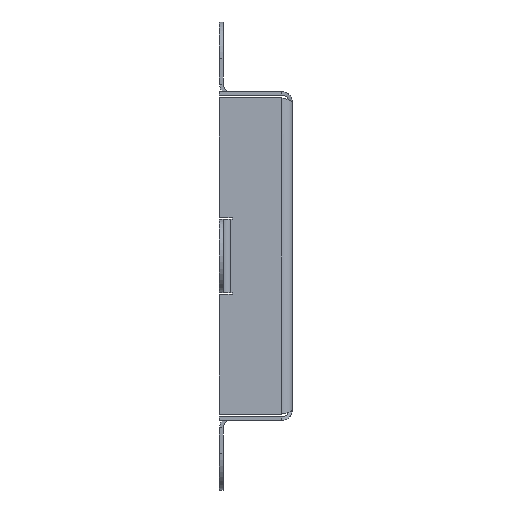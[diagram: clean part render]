
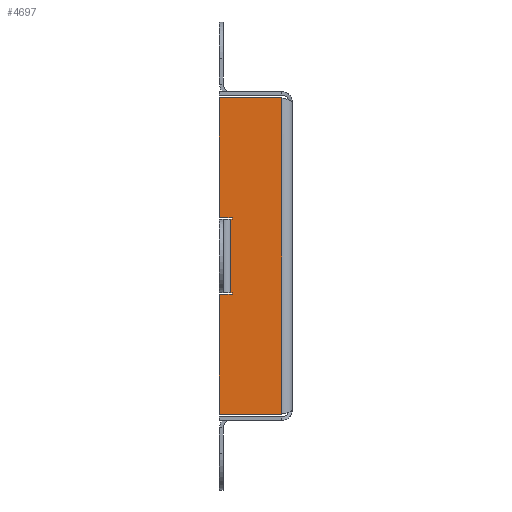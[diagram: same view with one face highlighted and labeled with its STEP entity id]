
A CAD part, left-side view. The second image highlights one B-rep face of the part: STEP entity #4697.
In plain terms, the highlighted planar face has unit normal (-1, 0, 0).
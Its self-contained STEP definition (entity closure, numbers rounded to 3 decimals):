
#151 = DIRECTION ( 'NONE',  ( 0., 0., -1. ) ) ;
#234 = VECTOR ( 'NONE', #2640, 1000. ) ;
#239 = VECTOR ( 'NONE', #5175, 1000. ) ;
#332 = CARTESIAN_POINT ( 'NONE',  ( -45., 15.5, 10. ) ) ;
#353 = EDGE_CURVE ( 'NONE', #9491, #3132, #7179, .T. ) ;
#461 = CARTESIAN_POINT ( 'NONE',  ( -45., 2., 43.293 ) ) ;
#617 = DIRECTION ( 'NONE',  ( 0., 0., 1. ) ) ;
#772 = DIRECTION ( 'NONE',  ( 0., 1., 0. ) ) ;
#795 = CARTESIAN_POINT ( 'NONE',  ( -45., 16., -10. ) ) ;
#972 = VERTEX_POINT ( 'NONE', #3189 ) ;
#1093 = ORIENTED_EDGE ( 'NONE', *, *, #6828, .F. ) ;
#1232 = CARTESIAN_POINT ( 'NONE',  ( -45., 19., -10.5 ) ) ;
#1329 = LINE ( 'NONE', #1932, #239 ) ;
#1379 = DIRECTION ( 'NONE',  ( 0., 0., -1. ) ) ;
#1474 = LINE ( 'NONE', #6713, #1660 ) ;
#1482 = CARTESIAN_POINT ( 'NONE',  ( -45., 15.5, -10.5 ) ) ;
#1658 = CARTESIAN_POINT ( 'NONE',  ( -45., 16., 10. ) ) ;
#1660 = VECTOR ( 'NONE', #1379, 1000. ) ;
#1932 = CARTESIAN_POINT ( 'NONE',  ( -45., 15.5, 10.5 ) ) ;
#1994 = EDGE_CURVE ( 'NONE', #7467, #2458, #4088, .T. ) ;
#2027 = EDGE_LOOP ( 'NONE', ( #1093, #3708, #3592, #5405, #9035, #2372, #4006, #4927, #7418, #7154, #2853, #2040 ) ) ;
#2031 = DIRECTION ( 'NONE',  ( 0., 1., 0. ) ) ;
#2040 = ORIENTED_EDGE ( 'NONE', *, *, #4769, .F. ) ;
#2120 = EDGE_CURVE ( 'NONE', #4838, #3075, #2690, .T. ) ;
#2372 = ORIENTED_EDGE ( 'NONE', *, *, #7841, .T. ) ;
#2458 = VERTEX_POINT ( 'NONE', #6353 ) ;
#2640 = DIRECTION ( 'NONE',  ( 0., 1., 0. ) ) ;
#2690 = LINE ( 'NONE', #5730, #4410 ) ;
#2848 = CARTESIAN_POINT ( 'NONE',  ( -45., 19., -43.293 ) ) ;
#2853 = ORIENTED_EDGE ( 'NONE', *, *, #7798, .F. ) ;
#3052 = EDGE_CURVE ( 'NONE', #7467, #4138, #3791, .T. ) ;
#3075 = VERTEX_POINT ( 'NONE', #2848 ) ;
#3132 = VERTEX_POINT ( 'NONE', #332 ) ;
#3189 = CARTESIAN_POINT ( 'NONE',  ( -45., 16., -10. ) ) ;
#3318 = DIRECTION ( 'NONE',  ( 0., 0., 1. ) ) ;
#3348 = CARTESIAN_POINT ( 'NONE',  ( -45., 16., 10. ) ) ;
#3387 = CARTESIAN_POINT ( 'NONE',  ( -45., 0., -43.293 ) ) ;
#3592 = ORIENTED_EDGE ( 'NONE', *, *, #5538, .F. ) ;
#3599 = DIRECTION ( 'NONE',  ( 0., 1., 0. ) ) ;
#3615 = VECTOR ( 'NONE', #151, 1000. ) ;
#3708 = ORIENTED_EDGE ( 'NONE', *, *, #2120, .T. ) ;
#3791 = LINE ( 'NONE', #8180, #4355 ) ;
#4006 = ORIENTED_EDGE ( 'NONE', *, *, #7713, .F. ) ;
#4088 = LINE ( 'NONE', #8520, #3615 ) ;
#4138 = VERTEX_POINT ( 'NONE', #7888 ) ;
#4177 = DIRECTION ( 'NONE',  ( 0., -1., 0. ) ) ;
#4286 = CARTESIAN_POINT ( 'NONE',  ( -45., 15.5, -10. ) ) ;
#4355 = VECTOR ( 'NONE', #3599, 1000. ) ;
#4390 = VERTEX_POINT ( 'NONE', #9213 ) ;
#4410 = VECTOR ( 'NONE', #7322, 1000. ) ;
#4505 = LINE ( 'NONE', #6697, #9671 ) ;
#4697 = ADVANCED_FACE ( 'NONE', ( #7052 ), #5414, .F. ) ;
#4769 = EDGE_CURVE ( 'NONE', #7499, #4390, #5708, .T. ) ;
#4838 = VERTEX_POINT ( 'NONE', #6306 ) ;
#4913 = CARTESIAN_POINT ( 'NONE',  ( -45., 15.5, -10.5 ) ) ;
#4927 = ORIENTED_EDGE ( 'NONE', *, *, #7183, .F. ) ;
#5175 = DIRECTION ( 'NONE',  ( 0., 1., 0. ) ) ;
#5405 = ORIENTED_EDGE ( 'NONE', *, *, #1994, .F. ) ;
#5414 = PLANE ( 'NONE',  #8896 ) ;
#5431 = EDGE_CURVE ( 'NONE', #972, #9491, #9171, .T. ) ;
#5538 = EDGE_CURVE ( 'NONE', #2458, #3075, #6377, .T. ) ;
#5696 = VECTOR ( 'NONE', #9328, 1000. ) ;
#5708 = LINE ( 'NONE', #4913, #5945 ) ;
#5730 = CARTESIAN_POINT ( 'NONE',  ( -45., 19., 0. ) ) ;
#5945 = VECTOR ( 'NONE', #3318, 1000. ) ;
#6281 = VECTOR ( 'NONE', #2031, 1000. ) ;
#6306 = CARTESIAN_POINT ( 'NONE',  ( -45., 19., -10.5 ) ) ;
#6353 = CARTESIAN_POINT ( 'NONE',  ( -45., 2., -43.293 ) ) ;
#6377 = LINE ( 'NONE', #3387, #234 ) ;
#6697 = CARTESIAN_POINT ( 'NONE',  ( -45., 15.5, 10. ) ) ;
#6713 = CARTESIAN_POINT ( 'NONE',  ( -45., 19., 0. ) ) ;
#6828 = EDGE_CURVE ( 'NONE', #4838, #7499, #8763, .T. ) ;
#7052 = FACE_OUTER_BOUND ( 'NONE', #2027, .T. ) ;
#7074 = VECTOR ( 'NONE', #8324, 1000. ) ;
#7154 = ORIENTED_EDGE ( 'NONE', *, *, #5431, .F. ) ;
#7179 = LINE ( 'NONE', #3348, #5696 ) ;
#7183 = EDGE_CURVE ( 'NONE', #3132, #8318, #4505, .T. ) ;
#7322 = DIRECTION ( 'NONE',  ( 0., 0., -1. ) ) ;
#7418 = ORIENTED_EDGE ( 'NONE', *, *, #353, .F. ) ;
#7467 = VERTEX_POINT ( 'NONE', #461 ) ;
#7499 = VERTEX_POINT ( 'NONE', #1482 ) ;
#7598 = DIRECTION ( 'NONE',  ( 1., 0., 0. ) ) ;
#7713 = EDGE_CURVE ( 'NONE', #8318, #9507, #1329, .T. ) ;
#7798 = EDGE_CURVE ( 'NONE', #4390, #972, #8866, .T. ) ;
#7841 = EDGE_CURVE ( 'NONE', #4138, #9507, #1474, .T. ) ;
#7844 = CARTESIAN_POINT ( 'NONE',  ( -45., 15.5, 10.5 ) ) ;
#7846 = CARTESIAN_POINT ( 'NONE',  ( -45., 19., 10.5 ) ) ;
#7888 = CARTESIAN_POINT ( 'NONE',  ( -45., 19., 43.293 ) ) ;
#8085 = VECTOR ( 'NONE', #4177, 1000. ) ;
#8180 = CARTESIAN_POINT ( 'NONE',  ( -45., 0., 43.293 ) ) ;
#8318 = VERTEX_POINT ( 'NONE', #7844 ) ;
#8324 = DIRECTION ( 'NONE',  ( 0., 0., 1. ) ) ;
#8520 = CARTESIAN_POINT ( 'NONE',  ( -45., 2., -45. ) ) ;
#8552 = CARTESIAN_POINT ( 'NONE',  ( -45., 0., 0. ) ) ;
#8763 = LINE ( 'NONE', #1232, #8085 ) ;
#8866 = LINE ( 'NONE', #4286, #6281 ) ;
#8896 = AXIS2_PLACEMENT_3D ( 'NONE', #8552, #7598, #772 ) ;
#9035 = ORIENTED_EDGE ( 'NONE', *, *, #3052, .T. ) ;
#9171 = LINE ( 'NONE', #795, #7074 ) ;
#9213 = CARTESIAN_POINT ( 'NONE',  ( -45., 15.5, -10. ) ) ;
#9328 = DIRECTION ( 'NONE',  ( 0., -1., 0. ) ) ;
#9491 = VERTEX_POINT ( 'NONE', #1658 ) ;
#9507 = VERTEX_POINT ( 'NONE', #7846 ) ;
#9671 = VECTOR ( 'NONE', #617, 1000. ) ;
